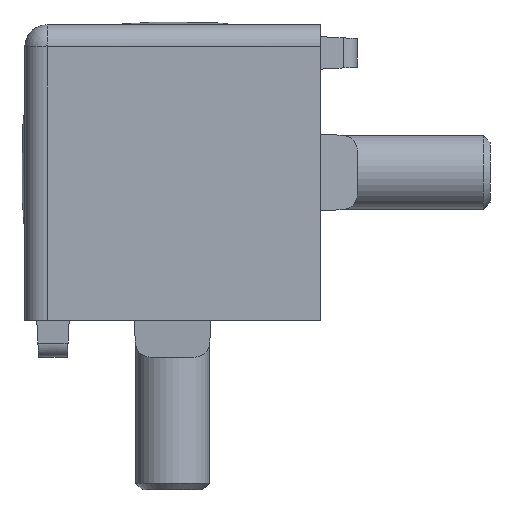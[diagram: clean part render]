
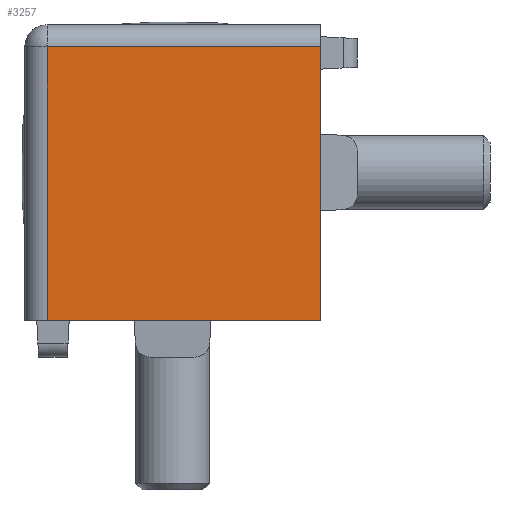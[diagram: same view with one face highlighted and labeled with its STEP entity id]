
A CAD part, front view. The second image highlights one B-rep face of the part: STEP entity #3257.
In plain terms, the highlighted planar face has unit normal (0, -1, 0).
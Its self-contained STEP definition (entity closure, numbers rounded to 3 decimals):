
#221 = LINE ( 'NONE', #783, #8951 ) ;
#783 = CARTESIAN_POINT ( 'NONE',  ( -8.5, -10., 10. ) ) ;
#892 = VERTEX_POINT ( 'NONE', #9695 ) ;
#975 = CARTESIAN_POINT ( 'NONE',  ( 10., -10., 8.5 ) ) ;
#1092 = ORIENTED_EDGE ( 'NONE', *, *, #7238, .F. ) ;
#1155 = LINE ( 'NONE', #13639, #5609 ) ;
#1170 = DIRECTION ( 'NONE',  ( 1., 0., 0. ) ) ;
#1366 = EDGE_LOOP ( 'NONE', ( #7580, #14496, #1092, #12011 ) ) ;
#2061 = FACE_OUTER_BOUND ( 'NONE', #1366, .T. ) ;
#2789 = VERTEX_POINT ( 'NONE', #13347 ) ;
#3257 = ADVANCED_FACE ( 'NONE', ( #2061 ), #10055, .F. ) ;
#3409 = DIRECTION ( 'NONE',  ( 0., 1., 0. ) ) ;
#3882 = CARTESIAN_POINT ( 'NONE',  ( -8.5, -10., -10. ) ) ;
#5609 = VECTOR ( 'NONE', #7933, 1000. ) ;
#6520 = DIRECTION ( 'NONE',  ( 0., 0., 1. ) ) ;
#6577 = VERTEX_POINT ( 'NONE', #975 ) ;
#6600 = VECTOR ( 'NONE', #12497, 1000. ) ;
#7122 = LINE ( 'NONE', #8244, #6600 ) ;
#7238 = EDGE_CURVE ( 'NONE', #6577, #892, #7122, .T. ) ;
#7580 = ORIENTED_EDGE ( 'NONE', *, *, #11366, .F. ) ;
#7861 = DIRECTION ( 'NONE',  ( 0., 0., 1. ) ) ;
#7881 = VECTOR ( 'NONE', #1170, 1000. ) ;
#7933 = DIRECTION ( 'NONE',  ( -1., 0., 0. ) ) ;
#8244 = CARTESIAN_POINT ( 'NONE',  ( 10., -10., 10. ) ) ;
#8368 = EDGE_CURVE ( 'NONE', #892, #8626, #1155, .T. ) ;
#8626 = VERTEX_POINT ( 'NONE', #3882 ) ;
#8951 = VECTOR ( 'NONE', #6520, 1000. ) ;
#8988 = CARTESIAN_POINT ( 'NONE',  ( -10., -10., 8.5 ) ) ;
#9695 = CARTESIAN_POINT ( 'NONE',  ( 10., -10., -10. ) ) ;
#10055 = PLANE ( 'NONE',  #14545 ) ;
#11366 = EDGE_CURVE ( 'NONE', #8626, #2789, #221, .T. ) ;
#11622 = LINE ( 'NONE', #8988, #7881 ) ;
#12011 = ORIENTED_EDGE ( 'NONE', *, *, #13498, .F. ) ;
#12497 = DIRECTION ( 'NONE',  ( 0., 0., -1. ) ) ;
#13347 = CARTESIAN_POINT ( 'NONE',  ( -8.5, -10., 8.5 ) ) ;
#13498 = EDGE_CURVE ( 'NONE', #2789, #6577, #11622, .T. ) ;
#13639 = CARTESIAN_POINT ( 'NONE',  ( -10., -10., -10. ) ) ;
#14496 = ORIENTED_EDGE ( 'NONE', *, *, #8368, .F. ) ;
#14545 = AXIS2_PLACEMENT_3D ( 'NONE', #14589, #3409, #7861 ) ;
#14589 = CARTESIAN_POINT ( 'NONE',  ( -10., -10., 10. ) ) ;
